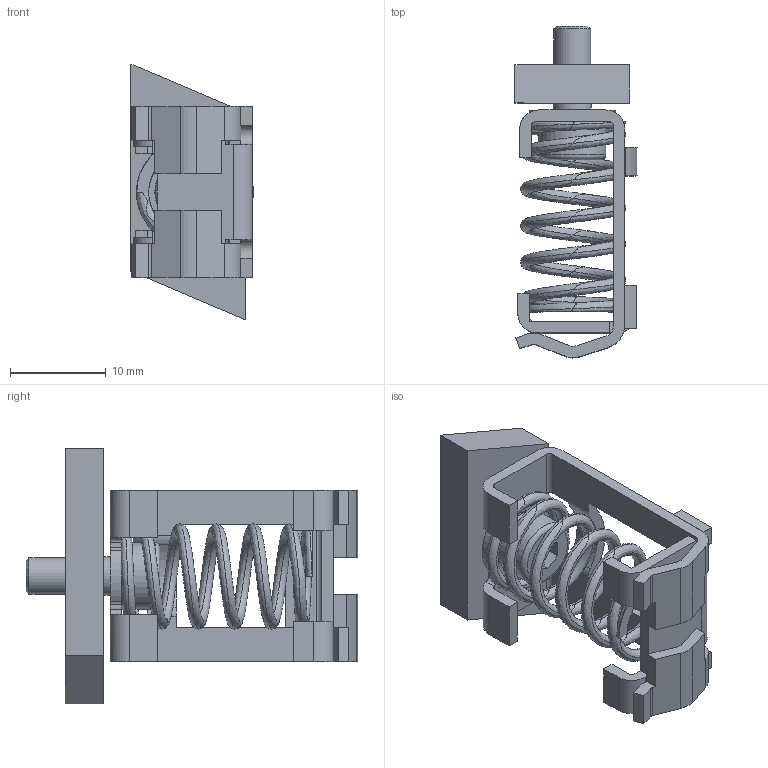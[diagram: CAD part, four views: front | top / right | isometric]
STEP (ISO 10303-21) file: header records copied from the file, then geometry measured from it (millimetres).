
FILE_DESCRIPTION(/* description */ (''),/* implementation_level */ '2;1');
FILE_NAME(/* name */ '17356.0.stp',/* time_stamp */ '2017-06-06T09:24:15+02:00',/* author */ (''),/* organization */ (''),/* preprocessor_version */ 'ST-DEVELOPER v16',/* originating_system */ 'SIEMENS PLM Software NX 10.0',/* authorisation */ '');
FILE_SCHEMA (('AUTOMOTIVE_DESIGN { 1 0 10303 214 3 1 1 1 }'));
Products named in the file (1): scho18B4F3BC46px
Bounding box: 12.78 x 34.74 x 26.79 mm (x, y, z)
Volume: 2419.5 mm3; surface area: 3908.6 mm2
Topology: 5 solids, 5 shells, 183 faces, 507 edges, 334 vertices
Faces by surface type: plane 98, cylinder 48, bspline 33, torus 2, cone 2
Full cylindrical faces by diameter (mm): 3.3 x2, 3.838 x1, 4 x1, 7 x1
Entity records: 105234 total; most frequent: CARTESIAN_POINT 100757, ORIENTED_EDGE 988, DIRECTION 792, EDGE_CURVE 494, VERTEX_POINT 331, LINE 292, VECTOR 292, AXIS2_PLACEMENT_3D 250
